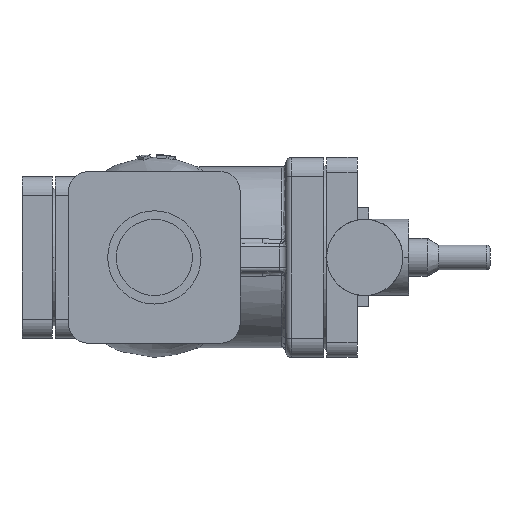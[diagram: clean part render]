
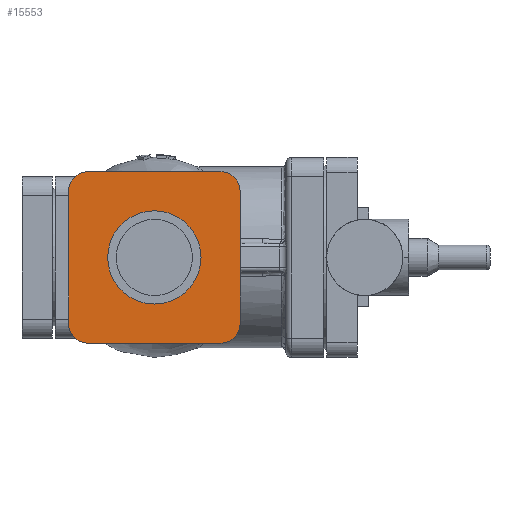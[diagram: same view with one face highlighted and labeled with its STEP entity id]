
A CAD part, left-side view. The second image highlights one B-rep face of the part: STEP entity #15553.
In plain terms, the highlighted face is planar.
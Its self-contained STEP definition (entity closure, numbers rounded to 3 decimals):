
#15280=CARTESIAN_POINT('',(-35.,35.,0.));
#15281=DIRECTION('',(0.,0.,-1.));
#15282=DIRECTION('',(-1.,0.,0.));
#15283=AXIS2_PLACEMENT_3D('',#15280,#15281,#15282);
#15285=DIRECTION('',(0.,-1.,0.));
#15286=VECTOR('',#15285,70.);
#15287=CARTESIAN_POINT('',(-45.,35.,0.));
#15288=LINE('',#15287,#15286);
#15289=CARTESIAN_POINT('',(-35.,-35.,0.));
#15290=DIRECTION('',(0.,0.,-1.));
#15291=DIRECTION('',(0.,-1.,0.));
#15292=AXIS2_PLACEMENT_3D('',#15289,#15290,#15291);
#15294=DIRECTION('',(1.,0.,0.));
#15295=VECTOR('',#15294,70.);
#15296=CARTESIAN_POINT('',(-35.,-45.,0.));
#15297=LINE('',#15296,#15295);
#15298=CARTESIAN_POINT('',(35.,-35.,0.));
#15299=DIRECTION('',(0.,0.,-1.));
#15300=DIRECTION('',(1.,0.,0.));
#15301=AXIS2_PLACEMENT_3D('',#15298,#15299,#15300);
#15303=DIRECTION('',(0.,1.,0.));
#15304=VECTOR('',#15303,70.);
#15305=CARTESIAN_POINT('',(45.,-35.,0.));
#15306=LINE('',#15305,#15304);
#15307=CARTESIAN_POINT('',(35.,35.,0.));
#15308=DIRECTION('',(0.,0.,-1.));
#15309=DIRECTION('',(0.,1.,0.));
#15310=AXIS2_PLACEMENT_3D('',#15307,#15308,#15309);
#15312=DIRECTION('',(-1.,0.,0.));
#15313=VECTOR('',#15312,70.);
#15314=CARTESIAN_POINT('',(35.,45.,0.));
#15315=LINE('',#15314,#15313);
#15316=CARTESIAN_POINT('',(0.,0.,0.));
#15317=DIRECTION('',(0.,0.,-1.));
#15318=DIRECTION('',(0.,1.,0.));
#15319=AXIS2_PLACEMENT_3D('',#15316,#15317,#15318);
#15321=CARTESIAN_POINT('',(0.,0.,0.));
#15322=DIRECTION('',(0.,0.,-1.));
#15323=DIRECTION('',(0.,-1.,0.));
#15324=AXIS2_PLACEMENT_3D('',#15321,#15322,#15323);
#15468=CARTESIAN_POINT('',(-45.,35.,0.));
#15469=CARTESIAN_POINT('',(-35.,45.,0.));
#15470=VERTEX_POINT('',#15468);
#15471=VERTEX_POINT('',#15469);
#15476=CARTESIAN_POINT('',(-35.,-45.,0.));
#15477=CARTESIAN_POINT('',(-45.,-35.,0.));
#15478=VERTEX_POINT('',#15476);
#15479=VERTEX_POINT('',#15477);
#15484=CARTESIAN_POINT('',(35.,45.,0.));
#15485=CARTESIAN_POINT('',(45.,35.,0.));
#15486=VERTEX_POINT('',#15484);
#15487=VERTEX_POINT('',#15485);
#15492=CARTESIAN_POINT('',(45.,-35.,0.));
#15493=CARTESIAN_POINT('',(35.,-45.,0.));
#15494=VERTEX_POINT('',#15492);
#15495=VERTEX_POINT('',#15493);
#15512=CARTESIAN_POINT('',(0.,24.5,0.));
#15513=CARTESIAN_POINT('',(0.,-24.5,0.));
#15514=VERTEX_POINT('',#15512);
#15515=VERTEX_POINT('',#15513);
#15524=CARTESIAN_POINT('',(0.,0.,0.));
#15525=DIRECTION('',(0.,0.,1.));
#15526=DIRECTION('',(1.,0.,0.));
#15527=AXIS2_PLACEMENT_3D('',#15524,#15525,#15526);
#15528=PLANE('',#15527);
#15530=ORIENTED_EDGE('',*,*,#15529,.F.);
#15532=ORIENTED_EDGE('',*,*,#15531,.T.);
#15534=ORIENTED_EDGE('',*,*,#15533,.F.);
#15536=ORIENTED_EDGE('',*,*,#15535,.T.);
#15538=ORIENTED_EDGE('',*,*,#15537,.F.);
#15540=ORIENTED_EDGE('',*,*,#15539,.T.);
#15542=ORIENTED_EDGE('',*,*,#15541,.F.);
#15544=ORIENTED_EDGE('',*,*,#15543,.T.);
#15545=EDGE_LOOP('',(#15530,#15532,#15534,#15536,#15538,#15540,#15542,#15544));
#15546=FACE_OUTER_BOUND('',#15545,.F.);
#15548=ORIENTED_EDGE('',*,*,#15547,.T.);
#15550=ORIENTED_EDGE('',*,*,#15549,.T.);
#15551=EDGE_LOOP('',(#15548,#15550));
#15552=FACE_BOUND('',#15551,.F.);
#15284=CIRCLE('',#15283,10.);
#15293=CIRCLE('',#15292,10.);
#15302=CIRCLE('',#15301,10.);
#15311=CIRCLE('',#15310,10.);
#15320=CIRCLE('',#15319,24.5);
#15325=CIRCLE('',#15324,24.5);
#15529=EDGE_CURVE('',#15470,#15471,#15284,.T.);
#15531=EDGE_CURVE('',#15470,#15479,#15288,.T.);
#15533=EDGE_CURVE('',#15478,#15479,#15293,.T.);
#15535=EDGE_CURVE('',#15478,#15495,#15297,.T.);
#15537=EDGE_CURVE('',#15494,#15495,#15302,.T.);
#15539=EDGE_CURVE('',#15494,#15487,#15306,.T.);
#15541=EDGE_CURVE('',#15486,#15487,#15311,.T.);
#15543=EDGE_CURVE('',#15486,#15471,#15315,.T.);
#15547=EDGE_CURVE('',#15514,#15515,#15320,.T.);
#15549=EDGE_CURVE('',#15515,#15514,#15325,.T.);
#15553=ADVANCED_FACE('',(#15546,#15552),#15528,.F.);
